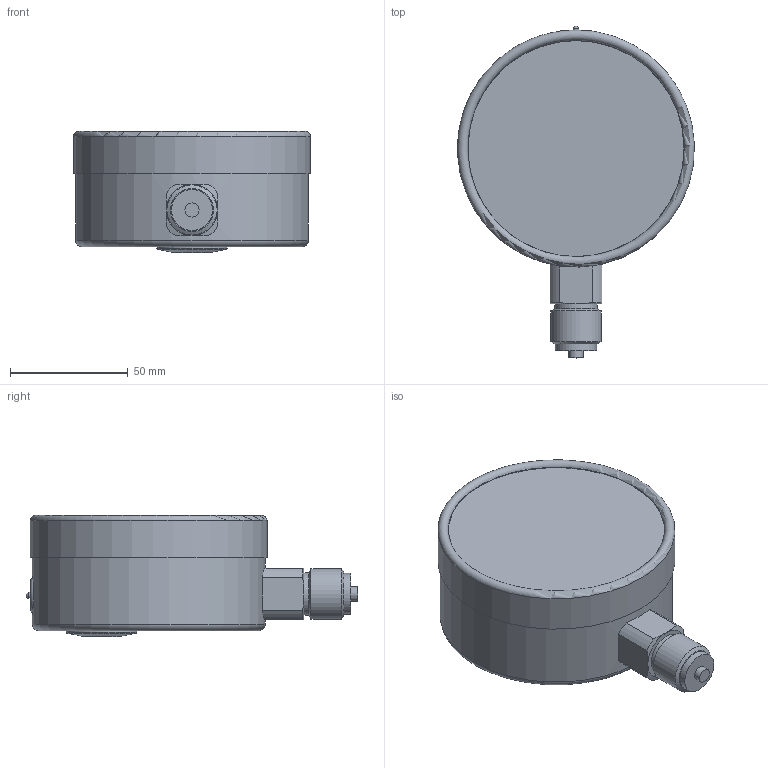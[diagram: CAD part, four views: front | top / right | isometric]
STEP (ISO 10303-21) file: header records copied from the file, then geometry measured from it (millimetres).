
FILE_DESCRIPTION(/* description */ (''),/* implementation_level */ '2;1');
FILE_NAME(/* name */ 'RF100Ch_D402_852XX402.stp',/* time_stamp */ '2018-01-30T11:41:20+01:00',/* author */ ('acgl'),/* organization */ (''),/* preprocessor_version */ 'ST-DEVELOPER v15.6',/* originating_system */ 'Autodesk Inventor 2015',/* authorisation */ '');
FILE_SCHEMA (('AUTOMOTIVE_DESIGN { 1 0 10303 214 3 1 1 }'));
Length unit declared in the file: centimetre
Products named in the file (1): RF100Ch_D402_852XX402
Bounding box: 100.75 x 141.2 x 51.49 mm (x, y, z)
Volume: 381005 mm3; surface area: 34043.4 mm2
Topology: 1 solids, 1 shells, 86 faces, 186 edges, 113 vertices
Faces by surface type: cylinder 29, plane 20, torus 15, bspline 13, cone 8, sphere 1
Full cylindrical faces by diameter (mm): 2.5 x1, 6 x1, 15 x1, 17.5 x1, 18 x1, 21.36 x1, 30 x1, 99 x1, 100.8 x1
Entity records: 2827 total; most frequent: CARTESIAN_POINT 928, DIRECTION 378, ORIENTED_EDGE 328, AXIS2_PLACEMENT_3D 170, EDGE_CURVE 164, EDGE_LOOP 115, VERTEX_POINT 109, CIRCLE 88
